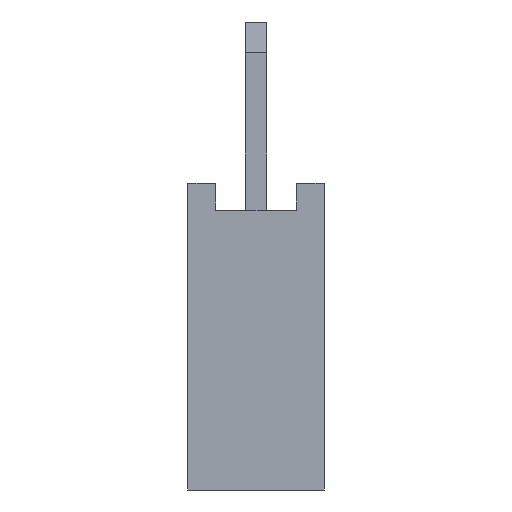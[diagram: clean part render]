
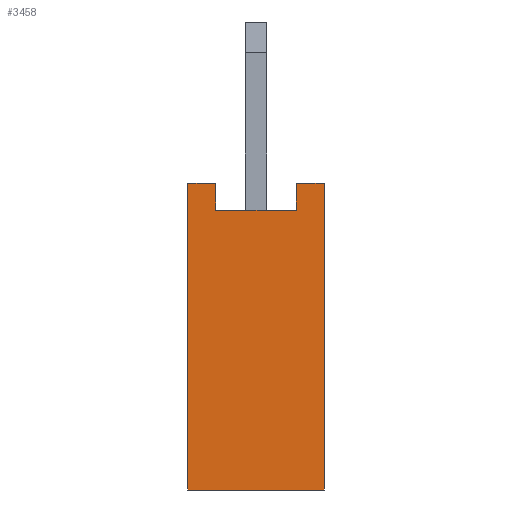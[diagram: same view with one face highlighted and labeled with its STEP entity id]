
A CAD part, left-side view. The second image highlights one B-rep face of the part: STEP entity #3458.
In plain terms, the highlighted planar face has unit normal (-1, 0, 0).
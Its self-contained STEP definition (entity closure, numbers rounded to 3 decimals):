
#659 = EDGE_CURVE ( 'NONE', #11810, #1875, #2214, .T. ) ;
#695 = DIRECTION ( 'NONE',  ( 0., -1., 0. ) ) ;
#900 = VECTOR ( 'NONE', #14993, 1000. ) ;
#930 = ORIENTED_EDGE ( 'NONE', *, *, #10348, .F. ) ;
#1248 = VERTEX_POINT ( 'NONE', #12761 ) ;
#1307 = FACE_OUTER_BOUND ( 'NONE', #10642, .T. ) ;
#1875 = VERTEX_POINT ( 'NONE', #16284 ) ;
#1964 = CARTESIAN_POINT ( 'NONE',  ( -10.41, 0., 5.7 ) ) ;
#2214 = LINE ( 'NONE', #16800, #20545 ) ;
#2761 = VECTOR ( 'NONE', #15764, 1000. ) ;
#3130 = VERTEX_POINT ( 'NONE', #19069 ) ;
#3458 = ADVANCED_FACE ( 'NONE', ( #1307 ), #18938, .F. ) ;
#3926 = CARTESIAN_POINT ( 'NONE',  ( -10.41, -0.75, 5.2 ) ) ;
#4286 = VERTEX_POINT ( 'NONE', #7653 ) ;
#4372 = LINE ( 'NONE', #10760, #13686 ) ;
#5109 = VECTOR ( 'NONE', #8561, 1000. ) ;
#5116 = EDGE_CURVE ( 'NONE', #1248, #13150, #9353, .T. ) ;
#5214 = DIRECTION ( 'NONE',  ( 0., -1., 0. ) ) ;
#5235 = LINE ( 'NONE', #16364, #900 ) ;
#5529 = EDGE_CURVE ( 'NONE', #15151, #3130, #17001, .T. ) ;
#5705 = CARTESIAN_POINT ( 'NONE',  ( -10.41, 0.75, 5.2 ) ) ;
#5722 = EDGE_CURVE ( 'NONE', #13150, #15151, #15182, .T. ) ;
#6692 = CARTESIAN_POINT ( 'NONE',  ( -10.41, -1.27, 0. ) ) ;
#7386 = ORIENTED_EDGE ( 'NONE', *, *, #5529, .F. ) ;
#7442 = DIRECTION ( 'NONE',  ( 0., 0., 1. ) ) ;
#7652 = DIRECTION ( 'NONE',  ( 0., 0., -1. ) ) ;
#7653 = CARTESIAN_POINT ( 'NONE',  ( -10.41, -1.27, 5.7 ) ) ;
#7880 = CARTESIAN_POINT ( 'NONE',  ( -10.41, 0.75, 5.7 ) ) ;
#8501 = VERTEX_POINT ( 'NONE', #6692 ) ;
#8561 = DIRECTION ( 'NONE',  ( 0., -1., 0. ) ) ;
#8722 = ORIENTED_EDGE ( 'NONE', *, *, #659, .F. ) ;
#9011 = CARTESIAN_POINT ( 'NONE',  ( -10.41, -0.75, 5.7 ) ) ;
#9353 = LINE ( 'NONE', #7880, #2761 ) ;
#10348 = EDGE_CURVE ( 'NONE', #3130, #4286, #4372, .T. ) ;
#10642 = EDGE_LOOP ( 'NONE', ( #930, #7386, #17569, #14524, #19745, #8722, #20442, #16440 ) ) ;
#10741 = DIRECTION ( 'NONE',  ( 1., 0., 0. ) ) ;
#10760 = CARTESIAN_POINT ( 'NONE',  ( -10.41, 0., 5.7 ) ) ;
#10790 = LINE ( 'NONE', #12269, #11807 ) ;
#11486 = CARTESIAN_POINT ( 'NONE',  ( -10.41, 1.27, 0. ) ) ;
#11807 = VECTOR ( 'NONE', #7652, 1000. ) ;
#11810 = VERTEX_POINT ( 'NONE', #11486 ) ;
#12077 = DIRECTION ( 'NONE',  ( 0., 0., 1. ) ) ;
#12269 = CARTESIAN_POINT ( 'NONE',  ( -10.41, -1.27, 5.7 ) ) ;
#12628 = EDGE_CURVE ( 'NONE', #1875, #1248, #17915, .T. ) ;
#12761 = CARTESIAN_POINT ( 'NONE',  ( -10.41, 0.75, 5.7 ) ) ;
#13150 = VERTEX_POINT ( 'NONE', #5705 ) ;
#13216 = VECTOR ( 'NONE', #5214, 1000. ) ;
#13686 = VECTOR ( 'NONE', #695, 1000. ) ;
#14524 = ORIENTED_EDGE ( 'NONE', *, *, #5116, .F. ) ;
#14863 = CARTESIAN_POINT ( 'NONE',  ( -10.41, 19.3, 5.2 ) ) ;
#14993 = DIRECTION ( 'NONE',  ( 0., -1., 0. ) ) ;
#15109 = VECTOR ( 'NONE', #7442, 1000. ) ;
#15151 = VERTEX_POINT ( 'NONE', #3926 ) ;
#15182 = LINE ( 'NONE', #14863, #5109 ) ;
#15470 = CARTESIAN_POINT ( 'NONE',  ( -10.41, 18.795, 47. ) ) ;
#15764 = DIRECTION ( 'NONE',  ( 0., 0., -1. ) ) ;
#16284 = CARTESIAN_POINT ( 'NONE',  ( -10.41, 1.27, 5.7 ) ) ;
#16364 = CARTESIAN_POINT ( 'NONE',  ( -10.41, 18.795, 0. ) ) ;
#16440 = ORIENTED_EDGE ( 'NONE', *, *, #17261, .F. ) ;
#16800 = CARTESIAN_POINT ( 'NONE',  ( -10.41, 1.27, 5.7 ) ) ;
#17001 = LINE ( 'NONE', #9011, #15109 ) ;
#17051 = DIRECTION ( 'NONE',  ( 0., 1., 0. ) ) ;
#17261 = EDGE_CURVE ( 'NONE', #4286, #8501, #10790, .T. ) ;
#17569 = ORIENTED_EDGE ( 'NONE', *, *, #5722, .F. ) ;
#17915 = LINE ( 'NONE', #1964, #13216 ) ;
#18602 = AXIS2_PLACEMENT_3D ( 'NONE', #15470, #10741, #17051 ) ;
#18938 = PLANE ( 'NONE',  #18602 ) ;
#19069 = CARTESIAN_POINT ( 'NONE',  ( -10.41, -0.75, 5.7 ) ) ;
#19745 = ORIENTED_EDGE ( 'NONE', *, *, #12628, .F. ) ;
#19827 = EDGE_CURVE ( 'NONE', #11810, #8501, #5235, .T. ) ;
#20442 = ORIENTED_EDGE ( 'NONE', *, *, #19827, .T. ) ;
#20545 = VECTOR ( 'NONE', #12077, 1000. ) ;
